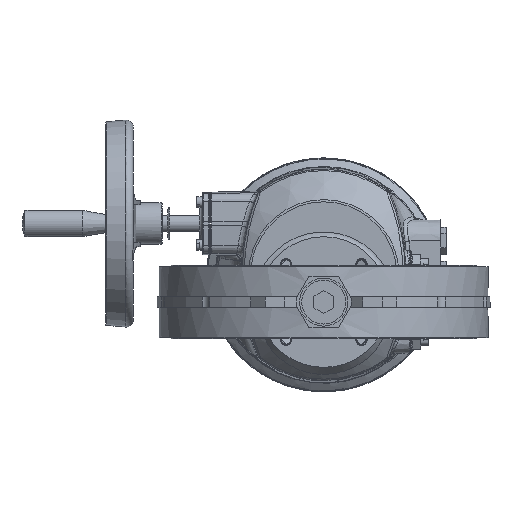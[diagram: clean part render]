
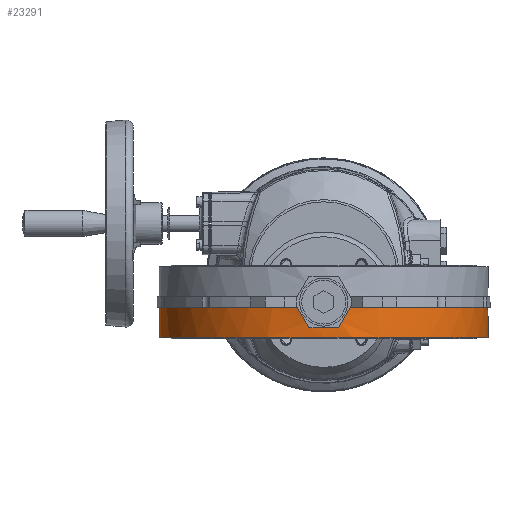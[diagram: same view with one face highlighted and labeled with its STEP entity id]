
A CAD part, front view. The second image highlights one B-rep face of the part: STEP entity #23291.
In plain terms, the highlighted cylindrical face has radius 157.5 mm (diameter 315 mm), a full revolution.
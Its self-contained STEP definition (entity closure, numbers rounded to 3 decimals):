
#1052=CYLINDRICAL_SURFACE('',#24690,157.5);
#1298=LINE('',#33676,#2954);
#1299=LINE('',#33683,#2955);
#1300=LINE('',#33687,#2956);
#2954=VECTOR('',#27072,157.5);
#2955=VECTOR('',#27079,1000.);
#2956=VECTOR('',#27082,1000.);
#6667=FACE_OUTER_BOUND('',#7924,.T.);
#7924=EDGE_LOOP('',(#16771,#16772,#16773,#16774,#16775,#16776,#16777,#16778,
#16779,#16780,#16781,#16782,#16783,#16784));
#9310=ELLIPSE('',#24692,315.,157.5);
#9311=ELLIPSE('',#24694,315.,157.5);
#9312=ELLIPSE('',#24698,315.,157.5);
#9313=ELLIPSE('',#24700,315.,157.5);
#9506=CIRCLE('',#24691,157.5);
#9507=CIRCLE('',#24693,157.5);
#9508=CIRCLE('',#24695,157.5);
#9509=CIRCLE('',#24696,157.5);
#9510=CIRCLE('',#24697,157.5);
#9511=CIRCLE('',#24699,157.5);
#10667=VERTEX_POINT('',#33664);
#10668=VERTEX_POINT('',#33665);
#10669=VERTEX_POINT('',#33667);
#10670=VERTEX_POINT('',#33669);
#10671=VERTEX_POINT('',#33671);
#10672=VERTEX_POINT('',#33673);
#10673=VERTEX_POINT('',#33675);
#10674=VERTEX_POINT('',#33678);
#10675=VERTEX_POINT('',#33680);
#10676=VERTEX_POINT('',#33682);
#10677=VERTEX_POINT('',#33684);
#10678=VERTEX_POINT('',#33686);
#13110=EDGE_CURVE('',#10667,#10668,#9506,.T.);
#13111=EDGE_CURVE('',#10667,#10669,#9310,.T.);
#13112=EDGE_CURVE('',#10669,#10670,#9507,.T.);
#13113=EDGE_CURVE('',#10670,#10671,#9311,.T.);
#13114=EDGE_CURVE('',#10672,#10671,#9508,.T.);
#13115=EDGE_CURVE('',#10672,#10673,#1298,.T.);
#13116=EDGE_CURVE('',#10673,#10673,#9509,.T.);
#13117=EDGE_CURVE('',#10674,#10672,#9510,.T.);
#13118=EDGE_CURVE('',#10674,#10675,#9312,.T.);
#13119=EDGE_CURVE('',#10676,#10675,#1299,.T.);
#13120=EDGE_CURVE('',#10676,#10677,#9511,.T.);
#13121=EDGE_CURVE('',#10678,#10677,#1300,.T.);
#13122=EDGE_CURVE('',#10678,#10668,#9313,.T.);
#16771=ORIENTED_EDGE('',*,*,#13110,.F.);
#16772=ORIENTED_EDGE('',*,*,#13111,.T.);
#16773=ORIENTED_EDGE('',*,*,#13112,.T.);
#16774=ORIENTED_EDGE('',*,*,#13113,.T.);
#16775=ORIENTED_EDGE('',*,*,#13114,.F.);
#16776=ORIENTED_EDGE('',*,*,#13115,.T.);
#16777=ORIENTED_EDGE('',*,*,#13116,.T.);
#16778=ORIENTED_EDGE('',*,*,#13115,.F.);
#16779=ORIENTED_EDGE('',*,*,#13117,.F.);
#16780=ORIENTED_EDGE('',*,*,#13118,.T.);
#16781=ORIENTED_EDGE('',*,*,#13119,.F.);
#16782=ORIENTED_EDGE('',*,*,#13120,.T.);
#16783=ORIENTED_EDGE('',*,*,#13121,.F.);
#16784=ORIENTED_EDGE('',*,*,#13122,.T.);
#23291=ADVANCED_FACE('',(#6667),#1052,.T.);
#24690=AXIS2_PLACEMENT_3D('',#33663,#27060,#27061);
#24691=AXIS2_PLACEMENT_3D('',#33666,#27062,#27063);
#24692=AXIS2_PLACEMENT_3D('',#33668,#27064,#27065);
#24693=AXIS2_PLACEMENT_3D('',#33670,#27066,#27067);
#24694=AXIS2_PLACEMENT_3D('',#33672,#27068,#27069);
#24695=AXIS2_PLACEMENT_3D('',#33674,#27070,#27071);
#24696=AXIS2_PLACEMENT_3D('',#33677,#27073,#27074);
#24697=AXIS2_PLACEMENT_3D('',#33679,#27075,#27076);
#24698=AXIS2_PLACEMENT_3D('',#33681,#27077,#27078);
#24699=AXIS2_PLACEMENT_3D('',#33685,#27080,#27081);
#24700=AXIS2_PLACEMENT_3D('',#33688,#27083,#27084);
#27060=DIRECTION('center_axis',(0.,0.,1.));
#27061=DIRECTION('ref_axis',(1.,0.,0.));
#27062=DIRECTION('center_axis',(0.,0.,1.));
#27063=DIRECTION('ref_axis',(1.,0.,0.));
#27064=DIRECTION('center_axis',(0.866,0.,
-0.5));
#27065=DIRECTION('ref_axis',(0.5,0.,0.866));
#27066=DIRECTION('center_axis',(0.,0.,-1.));
#27067=DIRECTION('ref_axis',(1.,0.,0.));
#27068=DIRECTION('center_axis',(-0.866,0.,
-0.5));
#27069=DIRECTION('ref_axis',(0.5,0.,-0.866));
#27070=DIRECTION('center_axis',(0.,0.,1.));
#27071=DIRECTION('ref_axis',(1.,0.,0.));
#27072=DIRECTION('',(0.,0.,-1.));
#27073=DIRECTION('center_axis',(0.,0.,1.));
#27074=DIRECTION('ref_axis',(1.,0.,0.));
#27075=DIRECTION('center_axis',(0.,0.,1.));
#27076=DIRECTION('ref_axis',(1.,0.,0.));
#27077=DIRECTION('center_axis',(-0.866,0.,
-0.5));
#27078=DIRECTION('ref_axis',(0.5,0.,-0.866));
#27079=DIRECTION('',(0.,0.,1.));
#27080=DIRECTION('center_axis',(0.,0.,-1.));
#27081=DIRECTION('ref_axis',(1.,0.,0.));
#27082=DIRECTION('',(0.,0.,-1.));
#27083=DIRECTION('center_axis',(0.866,0.,
-0.5));
#27084=DIRECTION('ref_axis',(0.5,0.,0.866));
#33663=CARTESIAN_POINT('Origin',(0.,0.,115.101));
#33664=CARTESIAN_POINT('',(25.403,-155.438,-5.));
#33665=CARTESIAN_POINT('',(25.403,155.438,-5.));
#33666=CARTESIAN_POINT('Origin',(0.,0.,-5.));
#33667=CARTESIAN_POINT('',(14.145,-156.864,-24.5));
#33668=CARTESIAN_POINT('Origin',(0.,0.,
-49.));
#33669=CARTESIAN_POINT('',(-14.145,-156.864,-24.5));
#33670=CARTESIAN_POINT('Origin',(0.,0.,-24.5));
#33671=CARTESIAN_POINT('',(-25.403,-155.438,-5.));
#33672=CARTESIAN_POINT('Origin',(0.,0.,
-49.));
#33673=CARTESIAN_POINT('',(-157.5,0.,-5.));
#33674=CARTESIAN_POINT('Origin',(0.,0.,-5.));
#33675=CARTESIAN_POINT('',(-157.5,0.,-34.));
#33676=CARTESIAN_POINT('',(-157.5,0.,115.101));
#33677=CARTESIAN_POINT('Origin',(0.,0.,-34.));
#33678=CARTESIAN_POINT('',(-25.403,155.438,-5.));
#33679=CARTESIAN_POINT('Origin',(0.,0.,-5.));
#33680=CARTESIAN_POINT('',(-17.,156.58,-19.555));
#33681=CARTESIAN_POINT('Origin',(0.,0.,
-49.));
#33682=CARTESIAN_POINT('',(-17.,156.58,-24.5));
#33683=CARTESIAN_POINT('',(-17.,156.58,115.101));
#33684=CARTESIAN_POINT('',(17.,156.58,-24.5));
#33685=CARTESIAN_POINT('Origin',(0.,0.,-24.5));
#33686=CARTESIAN_POINT('',(17.,156.58,-19.555));
#33687=CARTESIAN_POINT('',(17.,156.58,115.101));
#33688=CARTESIAN_POINT('Origin',(0.,0.,
-49.));
